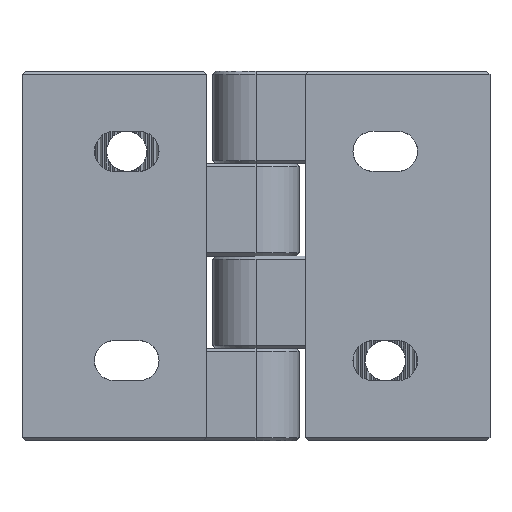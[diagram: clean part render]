
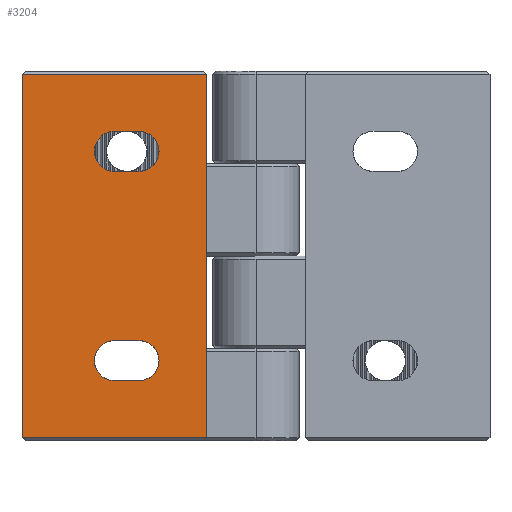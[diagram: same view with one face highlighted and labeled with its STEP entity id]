
A CAD part, front view. The second image highlights one B-rep face of the part: STEP entity #3204.
In plain terms, the highlighted planar face has unit normal (0, -1, 0).
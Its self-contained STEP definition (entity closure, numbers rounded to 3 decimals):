
#935 = ORIENTED_EDGE ( 'NONE', *, *, #10523, .F. ) ;
#952 = ORIENTED_EDGE ( 'NONE', *, *, #10521, .F. ) ;
#958 = ORIENTED_EDGE ( 'NONE', *, *, #10525, .F. ) ;
#967 = ORIENTED_EDGE ( 'NONE', *, *, #10522, .F. ) ;
#971 = ORIENTED_EDGE ( 'NONE', *, *, #10518, .F. ) ;
#987 = ORIENTED_EDGE ( 'NONE', *, *, #10527, .T. ) ;
#992 = ORIENTED_EDGE ( 'NONE', *, *, #10515, .T. ) ;
#993 = ORIENTED_EDGE ( 'NONE', *, *, #10528, .T. ) ;
#1018 = ORIENTED_EDGE ( 'NONE', *, *, #10526, .F. ) ;
#1021 = ORIENTED_EDGE ( 'NONE', *, *, #10524, .F. ) ;
#1022 = ORIENTED_EDGE ( 'NONE', *, *, #10520, .F. ) ;
#1087 = ORIENTED_EDGE ( 'NONE', *, *, #10519, .F. ) ;
#3204 = ADVANCED_FACE ( 'NONE', ( #8430, #8432, #8429 ), #6128, .F. ) ;
#4492 = CARTESIAN_POINT ( 'NONE',  ( -19., -8.5, -20.25 ) ) ;
#4512 = CARTESIAN_POINT ( 'NONE',  ( -38., -8.5, 29.5 ) ) ;
#4514 = CARTESIAN_POINT ( 'NONE',  ( -23., -8.5, 20.25 ) ) ;
#4515 = CARTESIAN_POINT ( 'NONE',  ( -23., -8.5, 13.75 ) ) ;
#4516 = CARTESIAN_POINT ( 'NONE',  ( -38., -8.5, -29.5 ) ) ;
#4520 = CARTESIAN_POINT ( 'NONE',  ( -23., -8.5, -13.75 ) ) ;
#4521 = CARTESIAN_POINT ( 'NONE',  ( -19., -8.5, -13.75 ) ) ;
#4523 = CARTESIAN_POINT ( 'NONE',  ( -23., -8.5, -20.25 ) ) ;
#4640 = CARTESIAN_POINT ( 'NONE',  ( -8., -8.5, -29.5 ) ) ;
#4646 = CARTESIAN_POINT ( 'NONE',  ( -19., -8.5, 20.25 ) ) ;
#4686 = CARTESIAN_POINT ( 'NONE',  ( -19., -8.5, 13.75 ) ) ;
#4688 = CARTESIAN_POINT ( 'NONE',  ( -8., -8.5, 29.5 ) ) ;
#6128 = PLANE ( 'NONE',  #8511 ) ;
#6134 = CARTESIAN_POINT ( 'NONE',  ( -38., -8.5, 30. ) ) ;
#6135 = DIRECTION ( 'NONE',  ( 0., 1., 0. ) ) ;
#6136 = DIRECTION ( 'NONE',  ( 0., 0., 1. ) ) ;
#7321 = EDGE_LOOP ( 'NONE', ( #971, #1087, #1022, #952 ) ) ;
#7323 = EDGE_LOOP ( 'NONE', ( #1018, #987, #992, #993 ) ) ;
#7324 = EDGE_LOOP ( 'NONE', ( #967, #935, #1021, #958 ) ) ;
#8074 = DIRECTION ( 'NONE',  ( -1., 0., 0. ) ) ;
#8079 = CARTESIAN_POINT ( 'NONE',  ( -38., -8.5, 30. ) ) ;
#8080 = CARTESIAN_POINT ( 'NONE',  ( -23., -8.5, -13.75 ) ) ;
#8081 = DIRECTION ( 'NONE',  ( 0., 0., -1. ) ) ;
#8085 = CARTESIAN_POINT ( 'NONE',  ( -23., -8.5, -20.25 ) ) ;
#8086 = DIRECTION ( 'NONE',  ( 1., 0., 0. ) ) ;
#8087 = CARTESIAN_POINT ( 'NONE',  ( -23., -8.5, 13.75 ) ) ;
#8088 = DIRECTION ( 'NONE',  ( 1., 0., 0. ) ) ;
#8089 = CARTESIAN_POINT ( 'NONE',  ( -23., -8.5, -17. ) ) ;
#8090 = DIRECTION ( 'NONE',  ( 0., -1., 0. ) ) ;
#8091 = DIRECTION ( 'NONE',  ( 0., 0., -1. ) ) ;
#8092 = CARTESIAN_POINT ( 'NONE',  ( -23., -8.5, 20.25 ) ) ;
#8093 = DIRECTION ( 'NONE',  ( -1., 0., 0. ) ) ;
#8094 = CARTESIAN_POINT ( 'NONE',  ( -19., -8.5, -17. ) ) ;
#8095 = DIRECTION ( 'NONE',  ( 0., -1., 0. ) ) ;
#8096 = DIRECTION ( 'NONE',  ( 0., 0., -1. ) ) ;
#8097 = CARTESIAN_POINT ( 'NONE',  ( -8., -8.5, 30. ) ) ;
#8098 = DIRECTION ( 'NONE',  ( 0., 0., -1. ) ) ;
#8099 = CARTESIAN_POINT ( 'NONE',  ( -23., -8.5, 17. ) ) ;
#8100 = DIRECTION ( 'NONE',  ( 0., -1., 0. ) ) ;
#8101 = DIRECTION ( 'NONE',  ( 0., 0., -1. ) ) ;
#8103 = CARTESIAN_POINT ( 'NONE',  ( -38., -8.5, 29.5 ) ) ;
#8104 = CARTESIAN_POINT ( 'NONE',  ( -19., -8.5, 17. ) ) ;
#8105 = DIRECTION ( 'NONE',  ( 0., -1., 0. ) ) ;
#8106 = DIRECTION ( 'NONE',  ( 0., 0., -1. ) ) ;
#8108 = DIRECTION ( 'NONE',  ( -1., 0., 0. ) ) ;
#8109 = CARTESIAN_POINT ( 'NONE',  ( -38., -8.5, -29.5 ) ) ;
#8110 = DIRECTION ( 'NONE',  ( 1., 0., 0. ) ) ;
#8429 = FACE_OUTER_BOUND ( 'NONE', #7323, .T. ) ;
#8430 = FACE_BOUND ( 'NONE', #7321, .T. ) ;
#8432 = FACE_BOUND ( 'NONE', #7324, .T. ) ;
#8511 = AXIS2_PLACEMENT_3D ( 'NONE', #6134, #6135, #6136 ) ;
#9035 = LINE ( 'NONE', #8079, #9038 ) ;
#9037 = LINE ( 'NONE', #8103, #9058 ) ;
#9038 = VECTOR ( 'NONE', #8081, 1000. ) ;
#9041 = LINE ( 'NONE', #8085, #9044 ) ;
#9043 = CIRCLE ( 'NONE', #13676, 3.25 ) ;
#9044 = VECTOR ( 'NONE', #8086, 1000. ) ;
#9045 = LINE ( 'NONE', #8080, #9047 ) ;
#9046 = CIRCLE ( 'NONE', #13739, 3.25 ) ;
#9047 = VECTOR ( 'NONE', #8074, 1000. ) ;
#9048 = LINE ( 'NONE', #8087, #9050 ) ;
#9049 = CIRCLE ( 'NONE', #13740, 3.25 ) ;
#9050 = VECTOR ( 'NONE', #8088, 1000. ) ;
#9051 = LINE ( 'NONE', #8092, #9053 ) ;
#9052 = CIRCLE ( 'NONE', #13741, 3.25 ) ;
#9053 = VECTOR ( 'NONE', #8093, 1000. ) ;
#9054 = LINE ( 'NONE', #8097, #9056 ) ;
#9056 = VECTOR ( 'NONE', #8098, 1000. ) ;
#9057 = LINE ( 'NONE', #8109, #9060 ) ;
#9058 = VECTOR ( 'NONE', #8108, 1000. ) ;
#9060 = VECTOR ( 'NONE', #8110, 1000. ) ;
#10515 = EDGE_CURVE ( 'NONE', #12043, #12047, #9035, .T. ) ;
#10518 = EDGE_CURVE ( 'NONE', #12054, #12023, #9041, .T. ) ;
#10519 = EDGE_CURVE ( 'NONE', #12051, #12054, #9043, .T. ) ;
#10520 = EDGE_CURVE ( 'NONE', #12052, #12051, #9045, .T. ) ;
#10521 = EDGE_CURVE ( 'NONE', #12023, #12052, #9046, .T. ) ;
#10522 = EDGE_CURVE ( 'NONE', #12046, #12311, #9048, .T. ) ;
#10523 = EDGE_CURVE ( 'NONE', #12045, #12046, #9049, .T. ) ;
#10524 = EDGE_CURVE ( 'NONE', #12269, #12045, #9051, .T. ) ;
#10525 = EDGE_CURVE ( 'NONE', #12311, #12269, #9052, .T. ) ;
#10526 = EDGE_CURVE ( 'NONE', #12313, #12267, #9054, .T. ) ;
#10527 = EDGE_CURVE ( 'NONE', #12313, #12043, #9037, .T. ) ;
#10528 = EDGE_CURVE ( 'NONE', #12047, #12267, #9057, .T. ) ;
#12023 = VERTEX_POINT ( 'NONE', #4492 ) ;
#12043 = VERTEX_POINT ( 'NONE', #4512 ) ;
#12045 = VERTEX_POINT ( 'NONE', #4514 ) ;
#12046 = VERTEX_POINT ( 'NONE', #4515 ) ;
#12047 = VERTEX_POINT ( 'NONE', #4516 ) ;
#12051 = VERTEX_POINT ( 'NONE', #4520 ) ;
#12052 = VERTEX_POINT ( 'NONE', #4521 ) ;
#12054 = VERTEX_POINT ( 'NONE', #4523 ) ;
#12267 = VERTEX_POINT ( 'NONE', #4640 ) ;
#12269 = VERTEX_POINT ( 'NONE', #4646 ) ;
#12311 = VERTEX_POINT ( 'NONE', #4686 ) ;
#12313 = VERTEX_POINT ( 'NONE', #4688 ) ;
#13676 = AXIS2_PLACEMENT_3D ( 'NONE', #8089, #8090, #8091 ) ;
#13739 = AXIS2_PLACEMENT_3D ( 'NONE', #8094, #8095, #8096 ) ;
#13740 = AXIS2_PLACEMENT_3D ( 'NONE', #8099, #8100, #8101 ) ;
#13741 = AXIS2_PLACEMENT_3D ( 'NONE', #8104, #8105, #8106 ) ;
